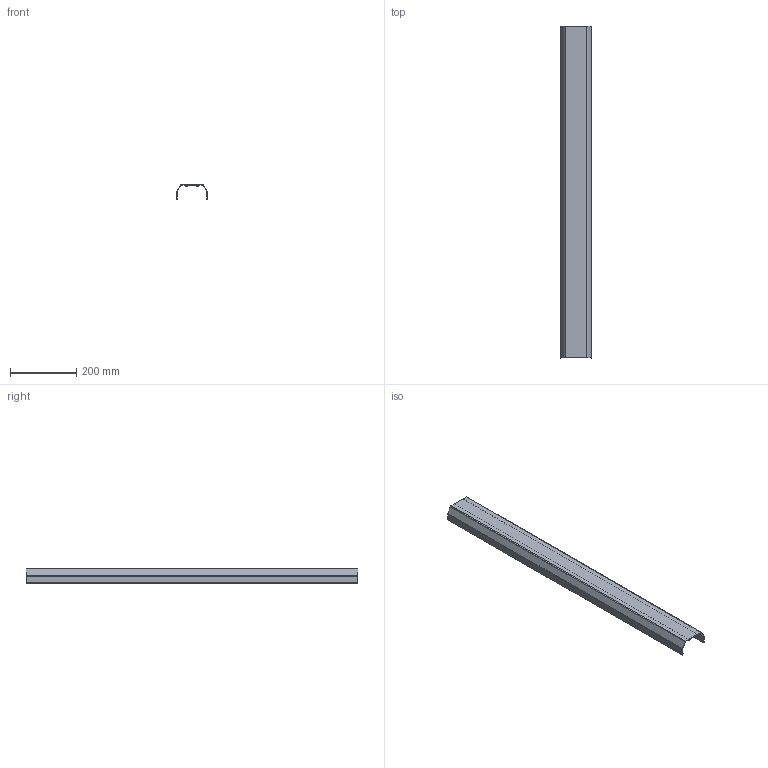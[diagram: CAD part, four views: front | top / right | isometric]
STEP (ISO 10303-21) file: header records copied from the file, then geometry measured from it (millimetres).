
FILE_DESCRIPTION(/* description */ (''),/* implementation_level */ '2;1');
FILE_NAME(/* name */ '900601.stp',/* time_stamp */ '2022-04-29T13:16:10+08:00',/* author */ (''),/* organization */ (''),/* preprocessor_version */ 'ST-DEVELOPER v16.7',/* originating_system */ 'SIEMENS PLM Software NX 12.0',/* authorisation */ '');
FILE_SCHEMA (('AUTOMOTIVE_DESIGN { 1 0 10303 214 3 1 1 1 }'));
Length unit declared in the file: millimetre
Products named in the file (1): SP3F1070E22zca
Bounding box: 94 x 1000 x 44.8 mm (x, y, z)
Volume: 349450.8 mm3; surface area: 353829.3 mm2
Topology: 1 solids, 1 shells, 44 faces, 126 edges, 84 vertices
Faces by surface type: plane 28, cylinder 16
Entity records: 1474 total; most frequent: CARTESIAN_POINT 255, ORIENTED_EDGE 252, DIRECTION 248, EDGE_CURVE 126, LINE 94, VECTOR 94, VERTEX_POINT 84, AXIS2_PLACEMENT_3D 77
